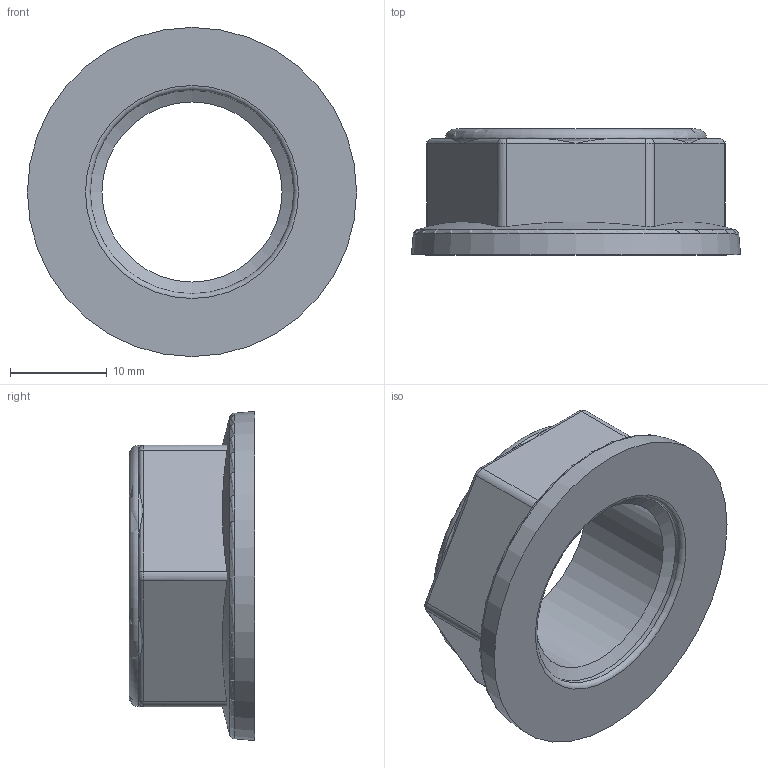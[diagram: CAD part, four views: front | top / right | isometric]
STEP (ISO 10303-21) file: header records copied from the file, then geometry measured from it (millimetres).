
FILE_DESCRIPTION(/* description */ ('Unknown'),/* implementation_level */ '2;1');
FILE_NAME(/* name */ '2052020',/* time_stamp */ '2016-07-09T11:15:22+02:00',/* author */ ('Unknown'),/* organization */ ('Unknown'),/* preprocessor_version */ 'ST-DEVELOPER v16.7',/* originating_system */ 'DEX',/* authorisation */ $);
FILE_SCHEMA (('AUTOMOTIVE_DESIGN {1 0 10303 214 3 1 1}'));
Length unit declared in the file: millimetre
Products named in the file (1): 2052020
Bounding box: 34 x 13 x 34 mm (x, y, z)
Volume: 5182.4 mm3; surface area: 3114.3 mm2
Topology: 1 solids, 1 shells, 54 faces, 121 edges, 69 vertices
Faces by surface type: cylinder 26, plane 14, bspline 6, cone 5, torus 3
Full cylindrical faces by diameter (mm): 18.6 x1, 21 x1
Entity records: 2038 total; most frequent: CARTESIAN_POINT 917, DIRECTION 228, ORIENTED_EDGE 214, EDGE_CURVE 107, AXIS2_PLACEMENT_3D 96, EDGE_LOOP 66, FACE_BOUND 66, VERTEX_POINT 65
